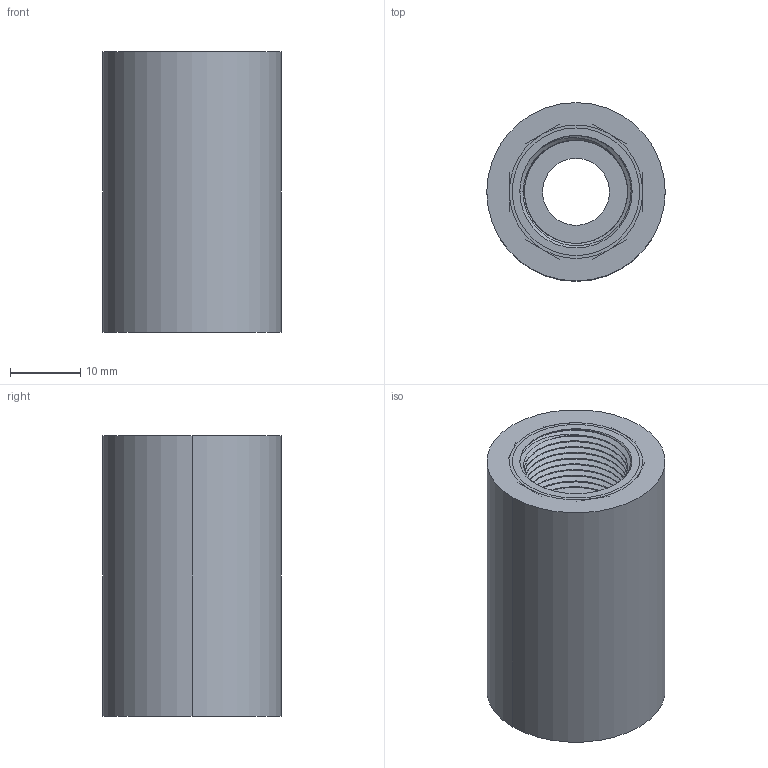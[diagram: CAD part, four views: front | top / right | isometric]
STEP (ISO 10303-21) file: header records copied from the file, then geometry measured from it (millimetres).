
FILE_DESCRIPTION (( 'STEP AP203' ), '1' );
FILE_NAME ('conn_assy.STEP', '2024-11-01T17:44:59', ( '' ), ( '' ), 'SwSTEP 2.0', 'SolidWorks 2021', '' );
FILE_SCHEMA (( 'CONFIG_CONTROL_DESIGN' ));
Length unit declared in the file: inch
Products named in the file (3): connector_adapter; 7513K134_M16 Thread 304 Stainless Steel Locknut for Metal Medium- and Thick-Wall Steel Conduit_7513K134; conn_assy
Assembly tree (2 placements, depth 2):
  conn_assy
    connector_adapter
    7513K134_M16 Thread 304 Stainless Steel Locknut for Metal Medium- and Thick-Wall Steel Conduit_7513K134
Bounding box: 25.4 x 25.4 x 40 mm (x, y, z)
Volume: 12149.4 mm3; surface area: 7920.9 mm2
Topology: 2 solids, 2 shells, 59 faces, 145 edges, 92 vertices
Faces by surface type: cylinder 29, cone 15, plane 12, bspline 3
Entity records: 3809 total; most frequent: CARTESIAN_POINT 2279, ORIENTED_EDGE 290, DIRECTION 224, EDGE_CURVE 145, AXIS2_PLACEMENT_3D 94, VERTEX_POINT 92, EDGE_LOOP 65, ADVANCED_FACE 59
